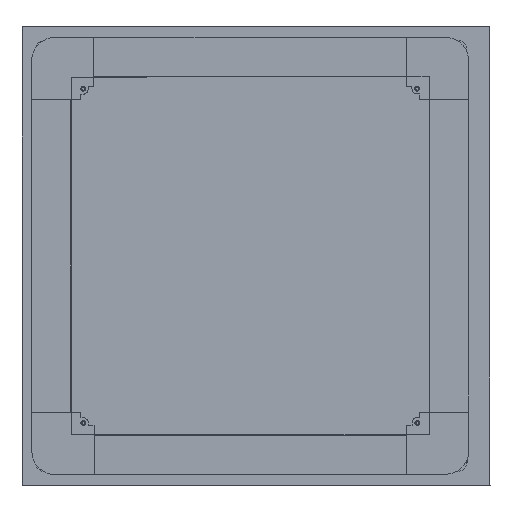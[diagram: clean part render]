
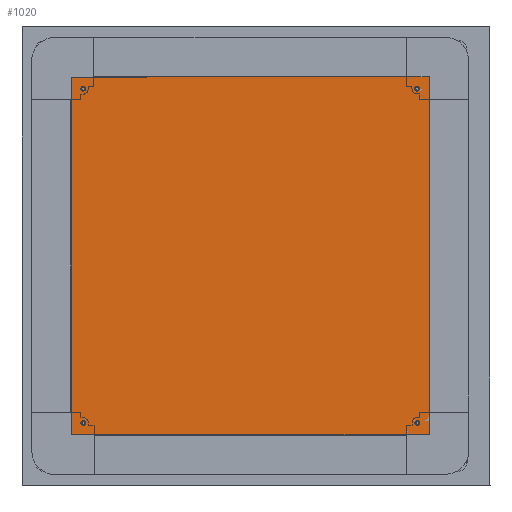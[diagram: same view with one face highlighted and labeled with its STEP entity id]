
A CAD part, top view. The second image highlights one B-rep face of the part: STEP entity #1020.
In plain terms, the highlighted face is planar.
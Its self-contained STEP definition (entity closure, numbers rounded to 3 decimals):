
#242 = FACE_OUTER_BOUND ( 'NONE', #4880, .T. ) ;
#245 = VERTEX_POINT ( 'NONE', #2658 ) ;
#472 = VERTEX_POINT ( 'NONE', #7111 ) ;
#566 = CIRCLE ( 'NONE', #6704, 2.5 ) ;
#951 = VECTOR ( 'NONE', #3303, 1000. ) ;
#970 = EDGE_CURVE ( 'NONE', #2549, #1150, #5509, .T. ) ;
#1020 = ADVANCED_FACE ( 'NONE', ( #4403, #9588, #242, #7358, #6634 ), #5029, .F. ) ;
#1150 = VERTEX_POINT ( 'NONE', #8062 ) ;
#1162 = DIRECTION ( 'NONE',  ( 0., 0., 1. ) ) ;
#1195 = EDGE_CURVE ( 'NONE', #245, #8144, #1737, .T. ) ;
#1543 = CARTESIAN_POINT ( 'NONE',  ( 178.5, -178.5, 0.8 ) ) ;
#1561 = DIRECTION ( 'NONE',  ( 0., 0., 1. ) ) ;
#1647 = EDGE_CURVE ( 'NONE', #2346, #245, #7060, .T. ) ;
#1737 = LINE ( 'NONE', #5677, #951 ) ;
#1890 = CARTESIAN_POINT ( 'NONE',  ( -176., 178.5, 0.8 ) ) ;
#1987 = EDGE_CURVE ( 'NONE', #7612, #472, #8007, .T. ) ;
#2030 = ORIENTED_EDGE ( 'NONE', *, *, #1987, .F. ) ;
#2054 = AXIS2_PLACEMENT_3D ( 'NONE', #1543, #1162, #3515 ) ;
#2226 = AXIS2_PLACEMENT_3D ( 'NONE', #4155, #9613, #4952 ) ;
#2346 = VERTEX_POINT ( 'NONE', #4847 ) ;
#2359 = VERTEX_POINT ( 'NONE', #7202 ) ;
#2451 = ORIENTED_EDGE ( 'NONE', *, *, #6540, .F. ) ;
#2549 = VERTEX_POINT ( 'NONE', #4340 ) ;
#2574 = ORIENTED_EDGE ( 'NONE', *, *, #6553, .T. ) ;
#2658 = CARTESIAN_POINT ( 'NONE',  ( -191.25, -191.25, 0.8 ) ) ;
#2710 = CARTESIAN_POINT ( 'NONE',  ( 191.25, 191.25, 0.8 ) ) ;
#2761 = EDGE_LOOP ( 'NONE', ( #5310, #2451 ) ) ;
#2958 = CARTESIAN_POINT ( 'NONE',  ( -176., -178.5, 0.8 ) ) ;
#3247 = CARTESIAN_POINT ( 'NONE',  ( -178.5, 178.5, 0.8 ) ) ;
#3284 = DIRECTION ( 'NONE',  ( -1., 0., 0. ) ) ;
#3303 = DIRECTION ( 'NONE',  ( 1., 0., 0. ) ) ;
#3510 = ORIENTED_EDGE ( 'NONE', *, *, #1647, .T. ) ;
#3515 = DIRECTION ( 'NONE',  ( 1., 0., 0. ) ) ;
#3524 = EDGE_CURVE ( 'NONE', #1150, #2549, #4653, .T. ) ;
#3589 = DIRECTION ( 'NONE',  ( 0., 0., 1. ) ) ;
#3819 = ORIENTED_EDGE ( 'NONE', *, *, #6168, .F. ) ;
#3899 = DIRECTION ( 'NONE',  ( 0., -1., 0. ) ) ;
#3911 = EDGE_CURVE ( 'NONE', #6261, #6683, #4510, .T. ) ;
#3966 = DIRECTION ( 'NONE',  ( 0., 0., 1. ) ) ;
#4024 = DIRECTION ( 'NONE',  ( 1., 0., 0. ) ) ;
#4142 = DIRECTION ( 'NONE',  ( 0., 0., 1. ) ) ;
#4155 = CARTESIAN_POINT ( 'NONE',  ( -178.5, -178.5, 0.8 ) ) ;
#4213 = CARTESIAN_POINT ( 'NONE',  ( 178.5, -178.5, 0.8 ) ) ;
#4340 = CARTESIAN_POINT ( 'NONE',  ( 181., -178.5, 0.8 ) ) ;
#4403 = FACE_BOUND ( 'NONE', #4482, .T. ) ;
#4482 = EDGE_LOOP ( 'NONE', ( #5818, #2030 ) ) ;
#4510 = CIRCLE ( 'NONE', #5772, 2.5 ) ;
#4529 = CIRCLE ( 'NONE', #2226, 2.5 ) ;
#4653 = CIRCLE ( 'NONE', #7182, 2.5 ) ;
#4847 = CARTESIAN_POINT ( 'NONE',  ( -191.25, 191.25, 0.8 ) ) ;
#4880 = EDGE_LOOP ( 'NONE', ( #3510, #8979, #7249, #2574 ) ) ;
#4952 = DIRECTION ( 'NONE',  ( 1., 0., 0. ) ) ;
#5010 = DIRECTION ( 'NONE',  ( 1., 0., 0. ) ) ;
#5029 = PLANE ( 'NONE',  #5743 ) ;
#5228 = CIRCLE ( 'NONE', #9955, 2.5 ) ;
#5310 = ORIENTED_EDGE ( 'NONE', *, *, #3911, .F. ) ;
#5334 = VECTOR ( 'NONE', #3899, 1000. ) ;
#5454 = VERTEX_POINT ( 'NONE', #7647 ) ;
#5509 = CIRCLE ( 'NONE', #2054, 2.5 ) ;
#5548 = EDGE_CURVE ( 'NONE', #472, #7612, #4529, .T. ) ;
#5677 = CARTESIAN_POINT ( 'NONE',  ( -191.25, -191.25, 0.8 ) ) ;
#5743 = AXIS2_PLACEMENT_3D ( 'NONE', #5769, #8108, #6529 ) ;
#5769 = CARTESIAN_POINT ( 'NONE',  ( -191.25, -191.25, 0.8 ) ) ;
#5772 = AXIS2_PLACEMENT_3D ( 'NONE', #6238, #1561, #7027 ) ;
#5818 = ORIENTED_EDGE ( 'NONE', *, *, #5548, .F. ) ;
#5926 = EDGE_LOOP ( 'NONE', ( #7812, #3819 ) ) ;
#5927 = ORIENTED_EDGE ( 'NONE', *, *, #3524, .F. ) ;
#6042 = LINE ( 'NONE', #7159, #8113 ) ;
#6168 = EDGE_CURVE ( 'NONE', #2359, #5454, #6981, .T. ) ;
#6238 = CARTESIAN_POINT ( 'NONE',  ( -178.5, 178.5, 0.8 ) ) ;
#6261 = VERTEX_POINT ( 'NONE', #8239 ) ;
#6328 = VECTOR ( 'NONE', #3284, 1000. ) ;
#6396 = ORIENTED_EDGE ( 'NONE', *, *, #970, .F. ) ;
#6529 = DIRECTION ( 'NONE',  ( -1., 0., 0. ) ) ;
#6540 = EDGE_CURVE ( 'NONE', #6683, #6261, #5228, .T. ) ;
#6553 = EDGE_CURVE ( 'NONE', #6727, #2346, #8407, .T. ) ;
#6634 = FACE_BOUND ( 'NONE', #9891, .T. ) ;
#6683 = VERTEX_POINT ( 'NONE', #1890 ) ;
#6704 = AXIS2_PLACEMENT_3D ( 'NONE', #8649, #3966, #9415 ) ;
#6727 = VERTEX_POINT ( 'NONE', #2710 ) ;
#6891 = AXIS2_PLACEMENT_3D ( 'NONE', #8825, #4142, #9599 ) ;
#6981 = CIRCLE ( 'NONE', #6891, 2.5 ) ;
#7027 = DIRECTION ( 'NONE',  ( 1., 0., 0. ) ) ;
#7060 = LINE ( 'NONE', #9325, #5334 ) ;
#7111 = CARTESIAN_POINT ( 'NONE',  ( -181., -178.5, 0.8 ) ) ;
#7159 = CARTESIAN_POINT ( 'NONE',  ( 191.25, -191.25, 0.8 ) ) ;
#7182 = AXIS2_PLACEMENT_3D ( 'NONE', #4213, #9674, #5010 ) ;
#7202 = CARTESIAN_POINT ( 'NONE',  ( 181., 178.5, 0.8 ) ) ;
#7249 = ORIENTED_EDGE ( 'NONE', *, *, #8454, .T. ) ;
#7358 = FACE_BOUND ( 'NONE', #5926, .T. ) ;
#7512 = CARTESIAN_POINT ( 'NONE',  ( 191.25, -191.25, 0.8 ) ) ;
#7612 = VERTEX_POINT ( 'NONE', #2958 ) ;
#7647 = CARTESIAN_POINT ( 'NONE',  ( 176., 178.5, 0.8 ) ) ;
#7731 = EDGE_CURVE ( 'NONE', #5454, #2359, #566, .T. ) ;
#7812 = ORIENTED_EDGE ( 'NONE', *, *, #7731, .F. ) ;
#8007 = CIRCLE ( 'NONE', #9638, 2.5 ) ;
#8062 = CARTESIAN_POINT ( 'NONE',  ( 176., -178.5, 0.8 ) ) ;
#8108 = DIRECTION ( 'NONE',  ( 0., 0., -1. ) ) ;
#8113 = VECTOR ( 'NONE', #8760, 1000. ) ;
#8144 = VERTEX_POINT ( 'NONE', #7512 ) ;
#8239 = CARTESIAN_POINT ( 'NONE',  ( -181., 178.5, 0.8 ) ) ;
#8263 = CARTESIAN_POINT ( 'NONE',  ( -178.5, -178.5, 0.8 ) ) ;
#8407 = LINE ( 'NONE', #8740, #6328 ) ;
#8454 = EDGE_CURVE ( 'NONE', #8144, #6727, #6042, .T. ) ;
#8649 = CARTESIAN_POINT ( 'NONE',  ( 178.5, 178.5, 0.8 ) ) ;
#8709 = DIRECTION ( 'NONE',  ( 0., 0., 1. ) ) ;
#8740 = CARTESIAN_POINT ( 'NONE',  ( -191.25, 191.25, 0.8 ) ) ;
#8760 = DIRECTION ( 'NONE',  ( 0., 1., 0. ) ) ;
#8825 = CARTESIAN_POINT ( 'NONE',  ( 178.5, 178.5, 0.8 ) ) ;
#8979 = ORIENTED_EDGE ( 'NONE', *, *, #1195, .T. ) ;
#9045 = DIRECTION ( 'NONE',  ( 1., 0., 0. ) ) ;
#9325 = CARTESIAN_POINT ( 'NONE',  ( -191.25, -191.25, 0.8 ) ) ;
#9415 = DIRECTION ( 'NONE',  ( 1., 0., 0. ) ) ;
#9588 = FACE_BOUND ( 'NONE', #2761, .T. ) ;
#9599 = DIRECTION ( 'NONE',  ( 1., 0., 0. ) ) ;
#9613 = DIRECTION ( 'NONE',  ( 0., 0., 1. ) ) ;
#9638 = AXIS2_PLACEMENT_3D ( 'NONE', #8263, #3589, #9045 ) ;
#9674 = DIRECTION ( 'NONE',  ( 0., 0., 1. ) ) ;
#9891 = EDGE_LOOP ( 'NONE', ( #5927, #6396 ) ) ;
#9955 = AXIS2_PLACEMENT_3D ( 'NONE', #3247, #8709, #4024 ) ;
